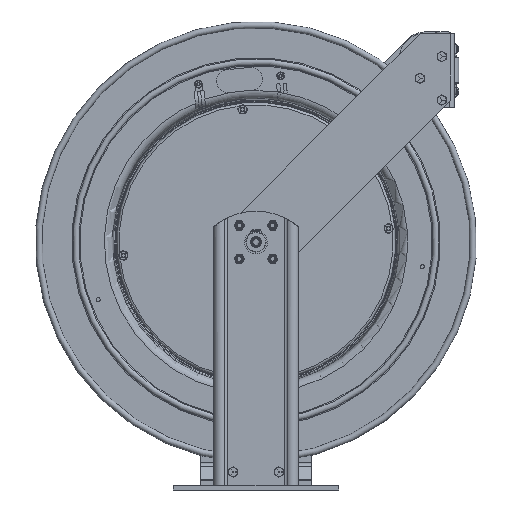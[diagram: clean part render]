
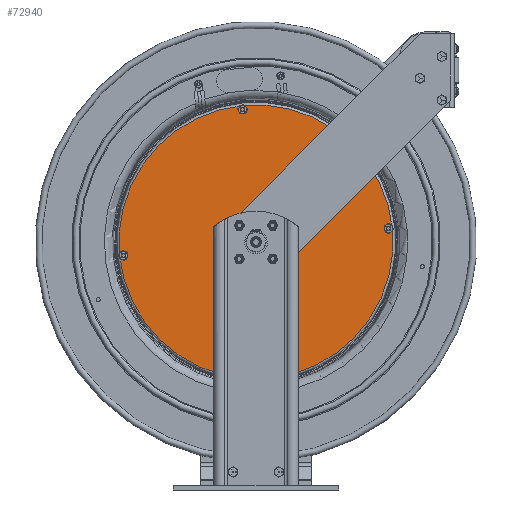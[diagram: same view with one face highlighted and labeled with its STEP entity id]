
A CAD part, front view. The second image highlights one B-rep face of the part: STEP entity #72940.
In plain terms, the highlighted planar face has unit normal (0, -1, 0).
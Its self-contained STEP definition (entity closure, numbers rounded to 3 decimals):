
#4712=FACE_BOUND('',#10344,.T.);
#4713=FACE_BOUND('',#10345,.T.);
#4714=FACE_BOUND('',#10346,.T.);
#4715=FACE_BOUND('',#10347,.T.);
#4716=FACE_BOUND('',#10348,.T.);
#7136=FACE_OUTER_BOUND('',#10343,.T.);
#10343=EDGE_LOOP('',(#63269));
#10344=EDGE_LOOP('',(#63270));
#10345=EDGE_LOOP('',(#63271));
#10346=EDGE_LOOP('',(#63272));
#10347=EDGE_LOOP('',(#63273));
#10348=EDGE_LOOP('',(#63274));
#13440=CIRCLE('',#78483,7.455);
#13441=CIRCLE('',#78484,0.655);
#13442=CIRCLE('',#78485,0.14);
#13443=CIRCLE('',#78486,0.14);
#13444=CIRCLE('',#78487,0.14);
#13445=CIRCLE('',#78488,0.14);
#34556=VERTEX_POINT('',#128060);
#34557=VERTEX_POINT('',#128062);
#34558=VERTEX_POINT('',#128064);
#34559=VERTEX_POINT('',#128066);
#34560=VERTEX_POINT('',#128068);
#34561=VERTEX_POINT('',#128070);
#46393=EDGE_CURVE('',#34556,#34556,#13440,.T.);
#46394=EDGE_CURVE('',#34557,#34557,#13441,.T.);
#46395=EDGE_CURVE('',#34558,#34558,#13442,.T.);
#46396=EDGE_CURVE('',#34559,#34559,#13443,.T.);
#46397=EDGE_CURVE('',#34560,#34560,#13444,.T.);
#46398=EDGE_CURVE('',#34561,#34561,#13445,.T.);
#63269=ORIENTED_EDGE('',*,*,#46393,.F.);
#63270=ORIENTED_EDGE('',*,*,#46394,.T.);
#63271=ORIENTED_EDGE('',*,*,#46395,.T.);
#63272=ORIENTED_EDGE('',*,*,#46396,.T.);
#63273=ORIENTED_EDGE('',*,*,#46397,.T.);
#63274=ORIENTED_EDGE('',*,*,#46398,.T.);
#67552=PLANE('',#78482);
#72940=ADVANCED_FACE('',(#7136,#4712,#4713,#4714,#4715,#4716),#67552,.T.);
#78482=AXIS2_PLACEMENT_3D('',#128059,#93777,#93778);
#78483=AXIS2_PLACEMENT_3D('',#128061,#93779,#93780);
#78484=AXIS2_PLACEMENT_3D('',#128063,#93781,#93782);
#78485=AXIS2_PLACEMENT_3D('',#128065,#93783,#93784);
#78486=AXIS2_PLACEMENT_3D('',#128067,#93785,#93786);
#78487=AXIS2_PLACEMENT_3D('',#128069,#93787,#93788);
#78488=AXIS2_PLACEMENT_3D('',#128071,#93789,#93790);
#93777=DIRECTION('center_axis',(0.,-1.,0.));
#93778=DIRECTION('ref_axis',(-0.995,0.,-0.101));
#93779=DIRECTION('center_axis',(0.,1.,0.));
#93780=DIRECTION('ref_axis',(-0.995,0.,-0.101));
#93781=DIRECTION('center_axis',(0.,1.,0.));
#93782=DIRECTION('ref_axis',(0.995,0.,0.101));
#93783=DIRECTION('center_axis',(0.,1.,0.));
#93784=DIRECTION('ref_axis',(-0.995,0.,-0.101));
#93785=DIRECTION('center_axis',(0.,1.,0.));
#93786=DIRECTION('ref_axis',(-0.995,0.,-0.101));
#93787=DIRECTION('center_axis',(0.,1.,0.));
#93788=DIRECTION('ref_axis',(-0.995,0.,-0.101));
#93789=DIRECTION('center_axis',(0.,1.,0.));
#93790=DIRECTION('ref_axis',(-0.995,0.,-0.101));
#128059=CARTESIAN_POINT('Origin',(0.,-1.43,13.49));
#128060=CARTESIAN_POINT('',(7.417,-1.43,14.246));
#128061=CARTESIAN_POINT('Origin',(0.,-1.43,13.49));
#128062=CARTESIAN_POINT('',(-0.652,-1.43,13.424));
#128063=CARTESIAN_POINT('Origin',(0.,-1.43,13.49));
#128064=CARTESIAN_POINT('',(-7.352,-1.43,12.741));
#128065=CARTESIAN_POINT('Origin',(-7.213,-1.43,12.755));
#128066=CARTESIAN_POINT('',(-0.874,-1.43,20.688));
#128067=CARTESIAN_POINT('Origin',(-0.735,-1.43,20.703));
#128068=CARTESIAN_POINT('',(0.595,-1.43,6.263));
#128069=CARTESIAN_POINT('Origin',(0.735,-1.43,6.277));
#128070=CARTESIAN_POINT('',(7.073,-1.43,14.211));
#128071=CARTESIAN_POINT('Origin',(7.213,-1.43,14.225));
